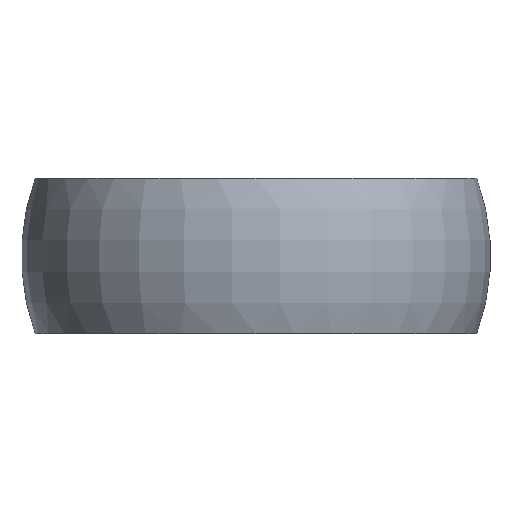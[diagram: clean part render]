
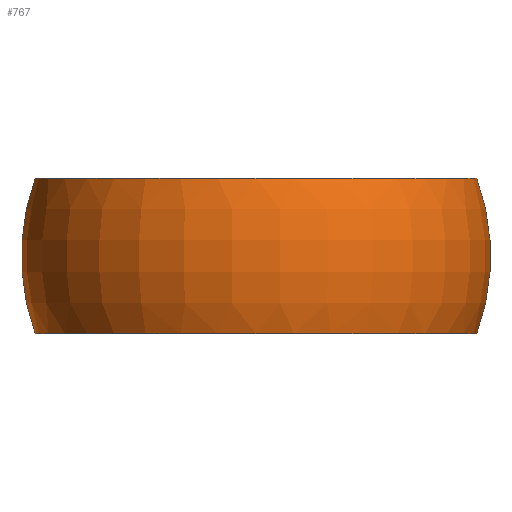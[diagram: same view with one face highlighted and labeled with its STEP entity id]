
A CAD part, front view. The second image highlights one B-rep face of the part: STEP entity #767.
In plain terms, the highlighted toroidal (fillet/blend) face has major radius 1.414 mm and minor radius 36.686 mm.
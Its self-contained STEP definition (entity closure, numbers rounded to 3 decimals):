
#6 = ORIENTED_EDGE ( 'NONE', *, *, #287, .T. ) ;
#38 = VERTEX_POINT ( 'NONE', #465 ) ;
#73 = CARTESIAN_POINT ( 'NONE',  ( 35.85, 0., -12.65 ) ) ;
#162 = CARTESIAN_POINT ( 'NONE',  ( 0., 0., 0. ) ) ;
#166 = VERTEX_POINT ( 'NONE', #1617 ) ;
#209 = VERTEX_POINT ( 'NONE', #532 ) ;
#256 = AXIS2_PLACEMENT_3D ( 'NONE', #162, #1523, #1107 ) ;
#287 = EDGE_CURVE ( 'NONE', #209, #38, #1193, .T. ) ;
#331 = DIRECTION ( 'NONE',  ( 0., 0., -1. ) ) ;
#361 = EDGE_LOOP ( 'NONE', ( #1493, #6, #525, #1363 ) ) ;
#423 = VERTEX_POINT ( 'NONE', #73 ) ;
#465 = CARTESIAN_POINT ( 'NONE',  ( -35.85, 0., 12.65 ) ) ;
#525 = ORIENTED_EDGE ( 'NONE', *, *, #597, .T. ) ;
#532 = CARTESIAN_POINT ( 'NONE',  ( 35.85, 0., 12.65 ) ) ;
#584 = DIRECTION ( 'NONE',  ( 0., 0., -1. ) ) ;
#594 = CIRCLE ( 'NONE', #848, 36.686 ) ;
#597 = EDGE_CURVE ( 'NONE', #38, #166, #594, .T. ) ;
#606 = DIRECTION ( 'NONE',  ( 0., 0., -1. ) ) ;
#678 = EDGE_CURVE ( 'NONE', #423, #166, #1071, .T. ) ;
#767 = ADVANCED_FACE ( 'NONE', ( #1286 ), #898, .T. ) ;
#816 = DIRECTION ( 'NONE',  ( 0., 1., 0. ) ) ;
#848 = AXIS2_PLACEMENT_3D ( 'NONE', #1681, #977, #331 ) ;
#865 = CIRCLE ( 'NONE', #1011, 36.686 ) ;
#898 = TOROIDAL_SURFACE ( 'NONE', #256, 1.414, 36.686 ) ;
#977 = DIRECTION ( 'NONE',  ( 0., -1., 0. ) ) ;
#986 = DIRECTION ( 'NONE',  ( -1., 0., 0. ) ) ;
#1011 = AXIS2_PLACEMENT_3D ( 'NONE', #1486, #816, #1606 ) ;
#1071 = CIRCLE ( 'NONE', #1485, 35.85 ) ;
#1107 = DIRECTION ( 'NONE',  ( -1., 0., 0. ) ) ;
#1136 = CARTESIAN_POINT ( 'NONE',  ( 0., 0., 12.65 ) ) ;
#1193 = CIRCLE ( 'NONE', #1621, 35.85 ) ;
#1274 = EDGE_CURVE ( 'NONE', #209, #423, #865, .T. ) ;
#1286 = FACE_OUTER_BOUND ( 'NONE', #361, .T. ) ;
#1363 = ORIENTED_EDGE ( 'NONE', *, *, #678, .F. ) ;
#1485 = AXIS2_PLACEMENT_3D ( 'NONE', #1671, #584, #986 ) ;
#1486 = CARTESIAN_POINT ( 'NONE',  ( 1.414, 0., 0. ) ) ;
#1493 = ORIENTED_EDGE ( 'NONE', *, *, #1274, .F. ) ;
#1523 = DIRECTION ( 'NONE',  ( 0., 0., -1. ) ) ;
#1606 = DIRECTION ( 'NONE',  ( -1., 0., 0. ) ) ;
#1617 = CARTESIAN_POINT ( 'NONE',  ( -35.85, 0., -12.65 ) ) ;
#1621 = AXIS2_PLACEMENT_3D ( 'NONE', #1136, #606, #1693 ) ;
#1671 = CARTESIAN_POINT ( 'NONE',  ( 0., 0., -12.65 ) ) ;
#1681 = CARTESIAN_POINT ( 'NONE',  ( -1.414, 0., 0. ) ) ;
#1693 = DIRECTION ( 'NONE',  ( -1., 0., 0. ) ) ;
